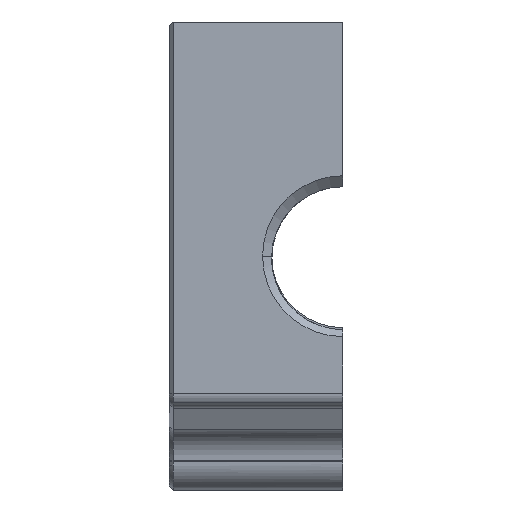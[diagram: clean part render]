
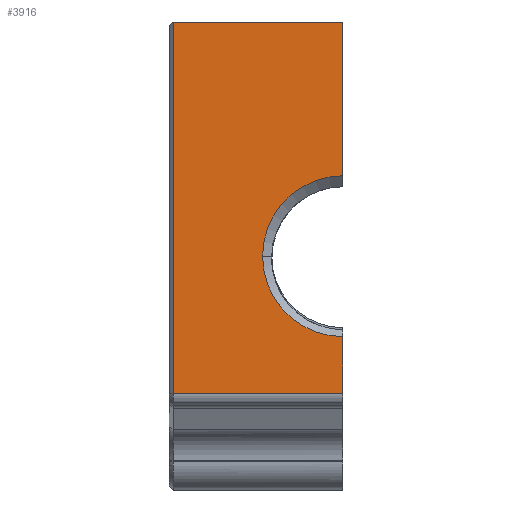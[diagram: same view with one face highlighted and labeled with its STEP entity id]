
A CAD part, front view. The second image highlights one B-rep face of the part: STEP entity #3916.
In plain terms, the highlighted planar face has unit normal (0, -1, 0).
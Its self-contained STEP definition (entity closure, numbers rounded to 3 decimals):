
#146 = ORIENTED_EDGE ( 'NONE', *, *, #1259, .T. ) ;
#173 = LINE ( 'NONE', #5606, #823 ) ;
#212 = AXIS2_PLACEMENT_3D ( 'NONE', #4084, #1048, #5300 ) ;
#228 = DIRECTION ( 'NONE',  ( -1., 0., 0. ) ) ;
#259 = ORIENTED_EDGE ( 'NONE', *, *, #612, .T. ) ;
#336 = VECTOR ( 'NONE', #672, 1000. ) ;
#352 = DIRECTION ( 'NONE',  ( -1., 0., 0. ) ) ;
#484 = ORIENTED_EDGE ( 'NONE', *, *, #1360, .F. ) ;
#565 = EDGE_CURVE ( 'NONE', #2555, #1128, #4840, .T. ) ;
#581 = DIRECTION ( 'NONE',  ( -1., 0., 0. ) ) ;
#612 = EDGE_CURVE ( 'NONE', #4546, #752, #3068, .T. ) ;
#660 = CIRCLE ( 'NONE', #3321, 8.05 ) ;
#666 = CARTESIAN_POINT ( 'NONE',  ( 102.414, 74.533, -172.184 ) ) ;
#672 = DIRECTION ( 'NONE',  ( 0., 0., 1. ) ) ;
#752 = VERTEX_POINT ( 'NONE', #919 ) ;
#823 = VECTOR ( 'NONE', #228, 1000. ) ;
#830 = CARTESIAN_POINT ( 'NONE',  ( 94.364, 74.533, -158.455 ) ) ;
#852 = CARTESIAN_POINT ( 'NONE',  ( 102.414, 74.533, -150.405 ) ) ;
#919 = CARTESIAN_POINT ( 'NONE',  ( 102.414, 74.533, -166.505 ) ) ;
#1048 = DIRECTION ( 'NONE',  ( 0., -1., 0. ) ) ;
#1128 = VERTEX_POINT ( 'NONE', #5186 ) ;
#1147 = CARTESIAN_POINT ( 'NONE',  ( 112.75, 74.533, -172.184 ) ) ;
#1259 = EDGE_CURVE ( 'NONE', #4788, #5558, #2005, .T. ) ;
#1360 = EDGE_CURVE ( 'NONE', #4546, #2555, #5501, .T. ) ;
#1468 = VECTOR ( 'NONE', #5561, 1000. ) ;
#1575 = CARTESIAN_POINT ( 'NONE',  ( 102.414, 74.533, -135.011 ) ) ;
#1636 = EDGE_CURVE ( 'NONE', #5558, #1128, #173, .T. ) ;
#1684 = ORIENTED_EDGE ( 'NONE', *, *, #3461, .F. ) ;
#1690 = AXIS2_PLACEMENT_3D ( 'NONE', #5464, #4983, #581 ) ;
#1738 = VECTOR ( 'NONE', #2943, 1000. ) ;
#2005 = LINE ( 'NONE', #2944, #1468 ) ;
#2555 = VERTEX_POINT ( 'NONE', #3848 ) ;
#2800 = PLANE ( 'NONE',  #1690 ) ;
#2826 = ORIENTED_EDGE ( 'NONE', *, *, #5068, .F. ) ;
#2890 = DIRECTION ( 'NONE',  ( -1., 0., 0. ) ) ;
#2943 = DIRECTION ( 'NONE',  ( 0., 0., 1. ) ) ;
#2944 = CARTESIAN_POINT ( 'NONE',  ( 102.414, 74.533, -158.434 ) ) ;
#3002 = CARTESIAN_POINT ( 'NONE',  ( 102.414, 74.533, -158.434 ) ) ;
#3068 = LINE ( 'NONE', #3002, #1738 ) ;
#3321 = AXIS2_PLACEMENT_3D ( 'NONE', #3928, #5226, #352 ) ;
#3461 = EDGE_CURVE ( 'NONE', #5611, #752, #660, .T. ) ;
#3653 = FACE_OUTER_BOUND ( 'NONE', #4144, .T. ) ;
#3848 = CARTESIAN_POINT ( 'NONE',  ( 85.4, 74.533, -172.184 ) ) ;
#3916 = ADVANCED_FACE ( 'NONE', ( #3653 ), #2800, .T. ) ;
#3928 = CARTESIAN_POINT ( 'NONE',  ( 102.414, 74.533, -158.455 ) ) ;
#4084 = CARTESIAN_POINT ( 'NONE',  ( 102.414, 74.533, -158.455 ) ) ;
#4144 = EDGE_LOOP ( 'NONE', ( #5529, #484, #259, #1684, #2826, #146, #5020 ) ) ;
#4546 = VERTEX_POINT ( 'NONE', #666 ) ;
#4788 = VERTEX_POINT ( 'NONE', #852 ) ;
#4840 = LINE ( 'NONE', #5297, #336 ) ;
#4983 = DIRECTION ( 'NONE',  ( 0., -1., 0. ) ) ;
#5020 = ORIENTED_EDGE ( 'NONE', *, *, #1636, .T. ) ;
#5068 = EDGE_CURVE ( 'NONE', #4788, #5611, #5281, .T. ) ;
#5186 = CARTESIAN_POINT ( 'NONE',  ( 85.4, 74.533, -135.011 ) ) ;
#5226 = DIRECTION ( 'NONE',  ( 0., -1., 0. ) ) ;
#5281 = CIRCLE ( 'NONE', #212, 8.05 ) ;
#5297 = CARTESIAN_POINT ( 'NONE',  ( 85.4, 74.533, -158.434 ) ) ;
#5300 = DIRECTION ( 'NONE',  ( -1., 0., 0. ) ) ;
#5464 = CARTESIAN_POINT ( 'NONE',  ( 100.5, 74.533, -158.434 ) ) ;
#5494 = VECTOR ( 'NONE', #2890, 1000. ) ;
#5501 = LINE ( 'NONE', #1147, #5494 ) ;
#5529 = ORIENTED_EDGE ( 'NONE', *, *, #565, .F. ) ;
#5558 = VERTEX_POINT ( 'NONE', #1575 ) ;
#5561 = DIRECTION ( 'NONE',  ( 0., 0., 1. ) ) ;
#5606 = CARTESIAN_POINT ( 'NONE',  ( 111.75, 74.533, -135.011 ) ) ;
#5611 = VERTEX_POINT ( 'NONE', #830 ) ;
